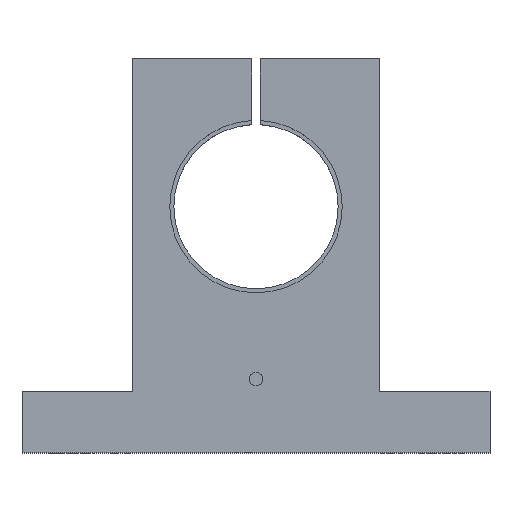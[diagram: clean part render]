
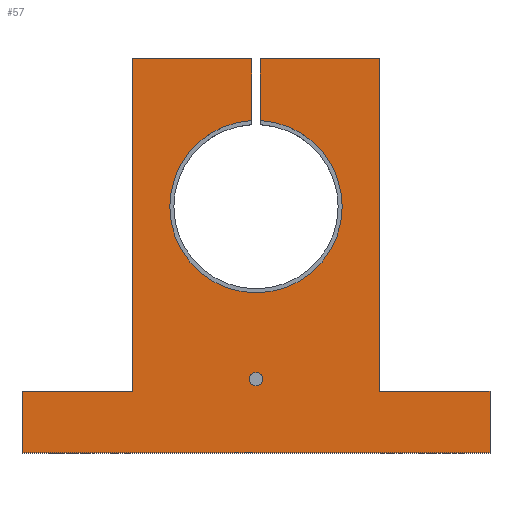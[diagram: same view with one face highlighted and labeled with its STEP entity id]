
A CAD part, top view. The second image highlights one B-rep face of the part: STEP entity #57.
In plain terms, the highlighted planar face has unit normal (0, 0, 1).
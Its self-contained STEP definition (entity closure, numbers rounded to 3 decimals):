
#14 = LINE ( 'NONE', #805, #922 ) ;
#15 = ORIENTED_EDGE ( 'NONE', *, *, #1049, .F. ) ;
#16 = CARTESIAN_POINT ( 'NONE',  ( 0., 18., 15. ) ) ;
#21 = ORIENTED_EDGE ( 'NONE', *, *, #519, .T. ) ;
#30 = CIRCLE ( 'NONE', #1359, 21. ) ;
#57 = ADVANCED_FACE ( 'NONE', ( #923, #156 ), #828, .T. ) ;
#59 = ORIENTED_EDGE ( 'NONE', *, *, #1838, .T. ) ;
#75 = CARTESIAN_POINT ( 'NONE',  ( -30., 15., 15. ) ) ;
#90 = CARTESIAN_POINT ( 'NONE',  ( -57., 0., 15. ) ) ;
#101 = VERTEX_POINT ( 'NONE', #1437 ) ;
#156 = FACE_OUTER_BOUND ( 'NONE', #1253, .T. ) ;
#164 = EDGE_CURVE ( 'NONE', #101, #1260, #409, .T. ) ;
#166 = VERTEX_POINT ( 'NONE', #1794 ) ;
#173 = EDGE_CURVE ( 'NONE', #293, #523, #848, .T. ) ;
#182 = CARTESIAN_POINT ( 'NONE',  ( 30., 96., 15. ) ) ;
#184 = EDGE_CURVE ( 'NONE', #1653, #101, #30, .T. ) ;
#201 = DIRECTION ( 'NONE',  ( 1., 0., 0. ) ) ;
#216 = LINE ( 'NONE', #1296, #958 ) ;
#224 = ORIENTED_EDGE ( 'NONE', *, *, #678, .F. ) ;
#244 = DIRECTION ( 'NONE',  ( 0., -1., 0. ) ) ;
#293 = VERTEX_POINT ( 'NONE', #1924 ) ;
#362 = EDGE_CURVE ( 'NONE', #1294, #1327, #216, .T. ) ;
#388 = VERTEX_POINT ( 'NONE', #997 ) ;
#396 = CARTESIAN_POINT ( 'NONE',  ( 57., 15., 15. ) ) ;
#399 = VECTOR ( 'NONE', #244, 1000. ) ;
#406 = VERTEX_POINT ( 'NONE', #1137 ) ;
#409 = CIRCLE ( 'NONE', #1550, 21. ) ;
#422 = LINE ( 'NONE', #1852, #1821 ) ;
#424 = EDGE_CURVE ( 'NONE', #1927, #1890, #1576, .T. ) ;
#437 = LINE ( 'NONE', #1362, #1015 ) ;
#440 = CARTESIAN_POINT ( 'NONE',  ( -57., 0., 15. ) ) ;
#451 = DIRECTION ( 'NONE',  ( 1., 0., 0. ) ) ;
#473 = ORIENTED_EDGE ( 'NONE', *, *, #1146, .T. ) ;
#474 = LINE ( 'NONE', #938, #1899 ) ;
#478 = DIRECTION ( 'NONE',  ( 1., 0., 0. ) ) ;
#483 = DIRECTION ( 'NONE',  ( -1., 0., 0. ) ) ;
#519 = EDGE_CURVE ( 'NONE', #293, #1658, #1644, .T. ) ;
#523 = VERTEX_POINT ( 'NONE', #1063 ) ;
#524 = DIRECTION ( 'NONE',  ( 1., 0., 0. ) ) ;
#544 = ORIENTED_EDGE ( 'NONE', *, *, #184, .T. ) ;
#557 = ORIENTED_EDGE ( 'NONE', *, *, #1646, .T. ) ;
#626 = ORIENTED_EDGE ( 'NONE', *, *, #164, .T. ) ;
#631 = LINE ( 'NONE', #666, #962 ) ;
#642 = CARTESIAN_POINT ( 'NONE',  ( 0., 60., 15. ) ) ;
#646 = VERTEX_POINT ( 'NONE', #1292 ) ;
#666 = CARTESIAN_POINT ( 'NONE',  ( 57., 15., 15. ) ) ;
#678 = EDGE_CURVE ( 'NONE', #1890, #1294, #631, .T. ) ;
#688 = ORIENTED_EDGE ( 'NONE', *, *, #362, .F. ) ;
#710 = DIRECTION ( 'NONE',  ( 1., 0., 0. ) ) ;
#719 = CARTESIAN_POINT ( 'NONE',  ( 0., 60., 15. ) ) ;
#740 = DIRECTION ( 'NONE',  ( 0., -1., 0. ) ) ;
#761 = EDGE_CURVE ( 'NONE', #878, #523, #1783, .T. ) ;
#765 = CIRCLE ( 'NONE', #815, 1.6 ) ;
#802 = DIRECTION ( 'NONE',  ( 0., -1., 0. ) ) ;
#805 = CARTESIAN_POINT ( 'NONE',  ( 30., 96., 15. ) ) ;
#815 = AXIS2_PLACEMENT_3D ( 'NONE', #16, #1737, #1873 ) ;
#828 = PLANE ( 'NONE',  #894 ) ;
#848 = LINE ( 'NONE', #396, #1447 ) ;
#874 = AXIS2_PLACEMENT_3D ( 'NONE', #1003, #1562, #710 ) ;
#878 = VERTEX_POINT ( 'NONE', #1664 ) ;
#883 = CARTESIAN_POINT ( 'NONE',  ( -1., 80.976, 15. ) ) ;
#892 = VERTEX_POINT ( 'NONE', #883 ) ;
#894 = AXIS2_PLACEMENT_3D ( 'NONE', #1109, #1101, #1903 ) ;
#899 = DIRECTION ( 'NONE',  ( 0., 1., 0. ) ) ;
#922 = VECTOR ( 'NONE', #1405, 1000. ) ;
#923 = FACE_BOUND ( 'NONE', #1793, .T. ) ;
#931 = EDGE_CURVE ( 'NONE', #1653, #388, #437, .T. ) ;
#933 = ORIENTED_EDGE ( 'NONE', *, *, #761, .T. ) ;
#938 = CARTESIAN_POINT ( 'NONE',  ( 0., 0., 15. ) ) ;
#958 = VECTOR ( 'NONE', #1637, 1000. ) ;
#962 = VECTOR ( 'NONE', #201, 1000. ) ;
#964 = ORIENTED_EDGE ( 'NONE', *, *, #1522, .F. ) ;
#989 = CARTESIAN_POINT ( 'NONE',  ( 0., 60., 15. ) ) ;
#997 = CARTESIAN_POINT ( 'NONE',  ( 1., 96., 15. ) ) ;
#1003 = CARTESIAN_POINT ( 'NONE',  ( 0., 18., 15. ) ) ;
#1013 = DIRECTION ( 'NONE',  ( 1., 0., 0. ) ) ;
#1015 = VECTOR ( 'NONE', #1693, 1000. ) ;
#1029 = VECTOR ( 'NONE', #802, 1000. ) ;
#1039 = DIRECTION ( 'NONE',  ( 1., 0., 0. ) ) ;
#1049 = EDGE_CURVE ( 'NONE', #1327, #1658, #474, .T. ) ;
#1058 = LINE ( 'NONE', #1682, #1140 ) ;
#1063 = CARTESIAN_POINT ( 'NONE',  ( -30., 15., 15. ) ) ;
#1101 = DIRECTION ( 'NONE',  ( 0., 0., 1. ) ) ;
#1107 = CIRCLE ( 'NONE', #874, 1.6 ) ;
#1109 = CARTESIAN_POINT ( 'NONE',  ( 0., 0., 15. ) ) ;
#1137 = CARTESIAN_POINT ( 'NONE',  ( 1.6, 18., 15. ) ) ;
#1140 = VECTOR ( 'NONE', #899, 1000. ) ;
#1146 = EDGE_CURVE ( 'NONE', #406, #646, #765, .T. ) ;
#1168 = CARTESIAN_POINT ( 'NONE',  ( 1., 80.976, 15. ) ) ;
#1253 = EDGE_LOOP ( 'NONE', ( #1830, #544, #626, #1577, #557, #1467, #933, #1626, #21, #15, #688, #224, #1304, #964 ) ) ;
#1260 = VERTEX_POINT ( 'NONE', #1766 ) ;
#1292 = CARTESIAN_POINT ( 'NONE',  ( -1.6, 18., 15. ) ) ;
#1294 = VERTEX_POINT ( 'NONE', #1669 ) ;
#1296 = CARTESIAN_POINT ( 'NONE',  ( 57., 0., 15. ) ) ;
#1304 = ORIENTED_EDGE ( 'NONE', *, *, #424, .F. ) ;
#1327 = VERTEX_POINT ( 'NONE', #1833 ) ;
#1359 = AXIS2_PLACEMENT_3D ( 'NONE', #719, #1642, #1039 ) ;
#1362 = CARTESIAN_POINT ( 'NONE',  ( 1., 96., 15. ) ) ;
#1405 = DIRECTION ( 'NONE',  ( 1., 0., 0. ) ) ;
#1427 = CARTESIAN_POINT ( 'NONE',  ( 30., 15., 15. ) ) ;
#1437 = CARTESIAN_POINT ( 'NONE',  ( 21., 60., 15. ) ) ;
#1444 = EDGE_CURVE ( 'NONE', #878, #166, #422, .T. ) ;
#1447 = VECTOR ( 'NONE', #1013, 1000. ) ;
#1467 = ORIENTED_EDGE ( 'NONE', *, *, #1444, .F. ) ;
#1485 = EDGE_CURVE ( 'NONE', #1260, #892, #1594, .T. ) ;
#1522 = EDGE_CURVE ( 'NONE', #388, #1927, #14, .T. ) ;
#1550 = AXIS2_PLACEMENT_3D ( 'NONE', #989, #1970, #524 ) ;
#1562 = DIRECTION ( 'NONE',  ( 0., 0., -1. ) ) ;
#1576 = LINE ( 'NONE', #1427, #1029 ) ;
#1577 = ORIENTED_EDGE ( 'NONE', *, *, #1485, .T. ) ;
#1594 = CIRCLE ( 'NONE', #1631, 21. ) ;
#1626 = ORIENTED_EDGE ( 'NONE', *, *, #173, .F. ) ;
#1631 = AXIS2_PLACEMENT_3D ( 'NONE', #642, #1878, #478 ) ;
#1637 = DIRECTION ( 'NONE',  ( 0., -1., 0. ) ) ;
#1642 = DIRECTION ( 'NONE',  ( 0., 0., -1. ) ) ;
#1644 = LINE ( 'NONE', #440, #1816 ) ;
#1646 = EDGE_CURVE ( 'NONE', #892, #166, #1058, .T. ) ;
#1653 = VERTEX_POINT ( 'NONE', #1168 ) ;
#1658 = VERTEX_POINT ( 'NONE', #90 ) ;
#1664 = CARTESIAN_POINT ( 'NONE',  ( -30., 96., 15. ) ) ;
#1669 = CARTESIAN_POINT ( 'NONE',  ( 57., 15., 15. ) ) ;
#1682 = CARTESIAN_POINT ( 'NONE',  ( -1., 96., 15. ) ) ;
#1693 = DIRECTION ( 'NONE',  ( 0., 1., 0. ) ) ;
#1737 = DIRECTION ( 'NONE',  ( 0., 0., -1. ) ) ;
#1766 = CARTESIAN_POINT ( 'NONE',  ( -21., 60., 15. ) ) ;
#1783 = LINE ( 'NONE', #75, #399 ) ;
#1793 = EDGE_LOOP ( 'NONE', ( #473, #59 ) ) ;
#1794 = CARTESIAN_POINT ( 'NONE',  ( -1., 96., 15. ) ) ;
#1816 = VECTOR ( 'NONE', #740, 1000. ) ;
#1821 = VECTOR ( 'NONE', #451, 1000. ) ;
#1830 = ORIENTED_EDGE ( 'NONE', *, *, #931, .F. ) ;
#1833 = CARTESIAN_POINT ( 'NONE',  ( 57., 0., 15. ) ) ;
#1838 = EDGE_CURVE ( 'NONE', #646, #406, #1107, .T. ) ;
#1852 = CARTESIAN_POINT ( 'NONE',  ( 30., 96., 15. ) ) ;
#1873 = DIRECTION ( 'NONE',  ( 1., 0., 0. ) ) ;
#1878 = DIRECTION ( 'NONE',  ( 0., 0., -1. ) ) ;
#1885 = CARTESIAN_POINT ( 'NONE',  ( 30., 15., 15. ) ) ;
#1890 = VERTEX_POINT ( 'NONE', #1885 ) ;
#1899 = VECTOR ( 'NONE', #483, 1000. ) ;
#1903 = DIRECTION ( 'NONE',  ( 1., 0., 0. ) ) ;
#1924 = CARTESIAN_POINT ( 'NONE',  ( -57., 15., 15. ) ) ;
#1927 = VERTEX_POINT ( 'NONE', #182 ) ;
#1970 = DIRECTION ( 'NONE',  ( 0., 0., -1. ) ) ;
